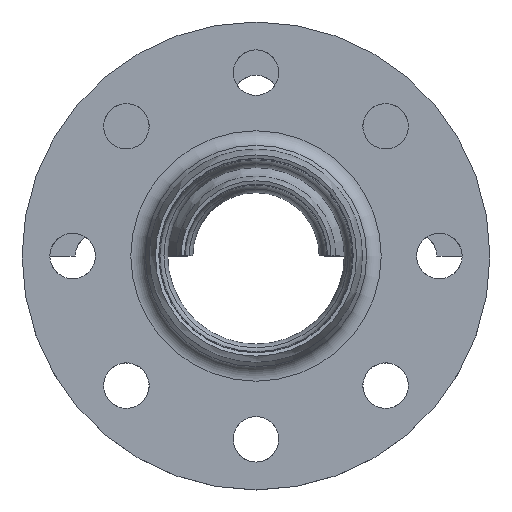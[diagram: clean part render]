
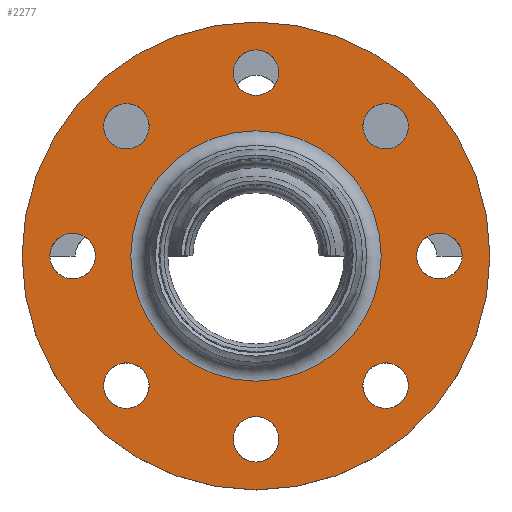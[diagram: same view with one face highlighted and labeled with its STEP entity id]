
A CAD part, top view. The second image highlights one B-rep face of the part: STEP entity #2277.
In plain terms, the highlighted planar face has unit normal (0, 0, 1).
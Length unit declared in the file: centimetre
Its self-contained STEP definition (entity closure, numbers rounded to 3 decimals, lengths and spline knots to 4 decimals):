
#29=FACE_BOUND('',#407,.T.);
#30=FACE_BOUND('',#408,.T.);
#31=FACE_BOUND('',#409,.T.);
#32=FACE_BOUND('',#410,.T.);
#33=FACE_BOUND('',#411,.T.);
#34=FACE_BOUND('',#412,.T.);
#35=FACE_BOUND('',#413,.T.);
#36=FACE_BOUND('',#414,.T.);
#37=FACE_BOUND('',#415,.T.);
#282=FACE_OUTER_BOUND('',#406,.T.);
#406=EDGE_LOOP('',(#2113));
#407=EDGE_LOOP('',(#2114));
#408=EDGE_LOOP('',(#2115));
#409=EDGE_LOOP('',(#2116));
#410=EDGE_LOOP('',(#2117));
#411=EDGE_LOOP('',(#2118));
#412=EDGE_LOOP('',(#2119));
#413=EDGE_LOOP('',(#2120));
#414=EDGE_LOOP('',(#2121));
#415=EDGE_LOOP('',(#2122));
#826=CIRCLE('',#2565,9.);
#828=CIRCLE('',#2568,9.);
#830=CIRCLE('',#2571,9.);
#832=CIRCLE('',#2574,9.);
#850=CIRCLE('',#2594,9.);
#851=CIRCLE('',#2596,9.);
#852=CIRCLE('',#2598,9.);
#853=CIRCLE('',#2600,9.);
#856=CIRCLE('',#2605,49.509);
#857=CIRCLE('',#2607,92.5);
#1055=VERTEX_POINT('',#4263);
#1059=VERTEX_POINT('',#4287);
#1063=VERTEX_POINT('',#4311);
#1067=VERTEX_POINT('',#4335);
#1081=VERTEX_POINT('',#4370);
#1082=VERTEX_POINT('',#4388);
#1084=VERTEX_POINT('',#4409);
#1085=VERTEX_POINT('',#4427);
#1087=VERTEX_POINT('',#4449);
#1088=VERTEX_POINT('',#4453);
#1384=EDGE_CURVE('',#1055,#1055,#826,.T.);
#1389=EDGE_CURVE('',#1059,#1059,#828,.T.);
#1394=EDGE_CURVE('',#1063,#1063,#830,.T.);
#1399=EDGE_CURVE('',#1067,#1067,#832,.T.);
#1417=EDGE_CURVE('',#1081,#1081,#850,.T.);
#1420=EDGE_CURVE('',#1082,#1082,#851,.T.);
#1424=EDGE_CURVE('',#1084,#1084,#852,.T.);
#1427=EDGE_CURVE('',#1085,#1085,#853,.T.);
#1433=EDGE_CURVE('',#1087,#1087,#856,.T.);
#1434=EDGE_CURVE('',#1088,#1088,#857,.T.);
#2113=ORIENTED_EDGE('',*,*,#1434,.F.);
#2114=ORIENTED_EDGE('',*,*,#1384,.T.);
#2115=ORIENTED_EDGE('',*,*,#1389,.T.);
#2116=ORIENTED_EDGE('',*,*,#1394,.T.);
#2117=ORIENTED_EDGE('',*,*,#1399,.T.);
#2118=ORIENTED_EDGE('',*,*,#1417,.T.);
#2119=ORIENTED_EDGE('',*,*,#1420,.T.);
#2120=ORIENTED_EDGE('',*,*,#1424,.T.);
#2121=ORIENTED_EDGE('',*,*,#1427,.T.);
#2122=ORIENTED_EDGE('',*,*,#1433,.T.);
#2159=PLANE('',#2606);
#2277=ADVANCED_FACE('',(#282,#29,#30,#31,#32,#33,#34,#35,#36,#37),#2159,
 .T.);
#2565=AXIS2_PLACEMENT_3D('',#4265,#3271,#3272);
#2568=AXIS2_PLACEMENT_3D('',#4289,#3278,#3279);
#2571=AXIS2_PLACEMENT_3D('',#4313,#3285,#3286);
#2574=AXIS2_PLACEMENT_3D('',#4337,#3292,#3293);
#2594=AXIS2_PLACEMENT_3D('',#4371,#3332,#3333);
#2596=AXIS2_PLACEMENT_3D('',#4389,#3337,#3338);
#2598=AXIS2_PLACEMENT_3D('',#4410,#3342,#3343);
#2600=AXIS2_PLACEMENT_3D('',#4428,#3347,#3348);
#2605=AXIS2_PLACEMENT_3D('',#4451,#3359,#3360);
#2606=AXIS2_PLACEMENT_3D('',#4452,#3361,#3362);
#2607=AXIS2_PLACEMENT_3D('',#4454,#3363,#3364);
#3271=DIRECTION('center_axis',(0.,0.,
-1.));
#3272=DIRECTION('ref_axis',(0.707,0.707,0.));
#3278=DIRECTION('center_axis',(0.,0.,
-1.));
#3279=DIRECTION('ref_axis',(-0.707,0.707,0.));
#3285=DIRECTION('center_axis',(0.,0.,
-1.));
#3286=DIRECTION('ref_axis',(-0.707,-0.707,0.));
#3292=DIRECTION('center_axis',(0.,0.,
-1.));
#3293=DIRECTION('ref_axis',(0.707,-0.707,0.));
#3332=DIRECTION('center_axis',(0.,0.,
-1.));
#3333=DIRECTION('ref_axis',(-1.,0.,0.));
#3337=DIRECTION('center_axis',(0.,0.,
-1.));
#3338=DIRECTION('ref_axis',(1.,0.,0.));
#3342=DIRECTION('center_axis',(0.,0.,
-1.));
#3343=DIRECTION('ref_axis',(0.,1.,0.));
#3347=DIRECTION('center_axis',(0.,0.,
-1.));
#3348=DIRECTION('ref_axis',(0.,-1.,0.));
#3359=DIRECTION('center_axis',(0.,0.,
-1.));
#3360=DIRECTION('ref_axis',(1.,0.,0.));
#3361=DIRECTION('center_axis',(0.,0.,
1.));
#3362=DIRECTION('ref_axis',(0.,-1.,0.));
#3363=DIRECTION('center_axis',(0.,0.,
-1.));
#3364=DIRECTION('ref_axis',(1.,0.,0.));
#4263=CARTESIAN_POINT('',(142.2704,-47.535,72.6503));
#4265=CARTESIAN_POINT('Origin',(148.6344,-41.171,72.6503));
#4287=CARTESIAN_POINT('',(52.4679,-47.535,72.6503));
#4289=CARTESIAN_POINT('Origin',(46.1039,-41.171,72.6503));
#4311=CARTESIAN_POINT('',(52.4679,-137.3375,72.6503));
#4313=CARTESIAN_POINT('Origin',(46.1039,-143.7015,72.6503));
#4335=CARTESIAN_POINT('',(142.2704,-137.3375,72.6503));
#4337=CARTESIAN_POINT('Origin',(148.6344,-143.7015,72.6503));
#4370=CARTESIAN_POINT('',(178.8691,-92.4363,72.6503));
#4371=CARTESIAN_POINT('Origin',(169.8691,-92.4363,72.6503));
#4388=CARTESIAN_POINT('',(15.8691,-92.4363,72.6503));
#4389=CARTESIAN_POINT('Origin',(24.8691,-92.4363,72.6503));
#4409=CARTESIAN_POINT('',(97.3691,-173.9363,72.6503));
#4410=CARTESIAN_POINT('Origin',(97.3691,-164.9363,72.6503));
#4427=CARTESIAN_POINT('',(97.3691,-10.9363,72.6503));
#4428=CARTESIAN_POINT('Origin',(97.3691,-19.9363,72.6503));
#4449=CARTESIAN_POINT('',(97.3691,-141.9453,72.6503));
#4451=CARTESIAN_POINT('Origin',(97.3691,-92.4363,72.6503));
#4452=CARTESIAN_POINT('Origin',(168.3736,-92.4363,72.6503));
#4453=CARTESIAN_POINT('',(4.8691,-92.4363,72.6503));
#4454=CARTESIAN_POINT('Origin',(97.3691,-92.4363,72.6503));
